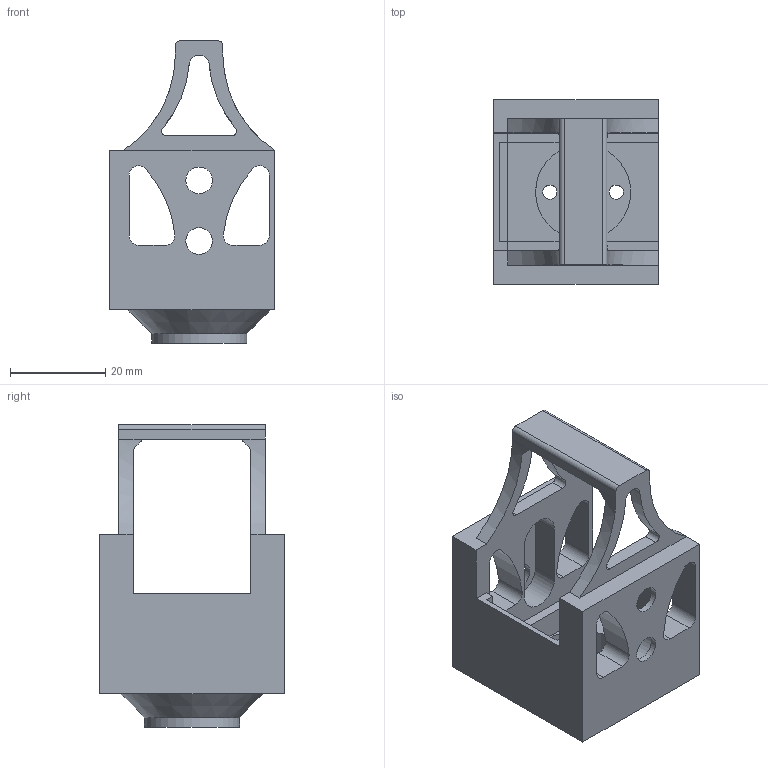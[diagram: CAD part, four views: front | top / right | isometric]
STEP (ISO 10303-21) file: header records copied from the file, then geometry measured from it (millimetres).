
FILE_DESCRIPTION(/* description */ (''),/* implementation_level */ '2;1');
FILE_NAME(/* name */ 'pitch case servo v15.step',/* time_stamp */ '2025-07-12T21:12:32+08:00',/* author */ (''),/* organization */ (''),/* preprocessor_version */ 'ST-DEVELOPER v20.1',/* originating_system */ 'Autodesk Translation Framework v14.10.0.0',/* authorisation */ '');
FILE_SCHEMA (('AUTOMOTIVE_DESIGN { 1 0 10303 214 3 1 1 }'));
Length unit declared in the file: millimetre
Products named in the file (1): pitch case servo
Bounding box: 34.7 x 38.8 x 63.6 mm (x, y, z)
Volume: 17634.4 mm3; surface area: 13050.4 mm2
Topology: 1 solids, 1 shells, 102 faces, 287 edges, 189 vertices
Faces by surface type: cylinder 51, plane 50, cone 1
Full cylindrical faces by diameter (mm): 2.5 x2, 3 x4, 5.6 x4, 6.1 x1, 20 x2
Entity records: 3430 total; most frequent: DIRECTION 604, CARTESIAN_POINT 579, ORIENTED_EDGE 574, EDGE_CURVE 287, AXIS2_PLACEMENT_3D 214, VERTEX_POINT 189, LINE 176, VECTOR 176
